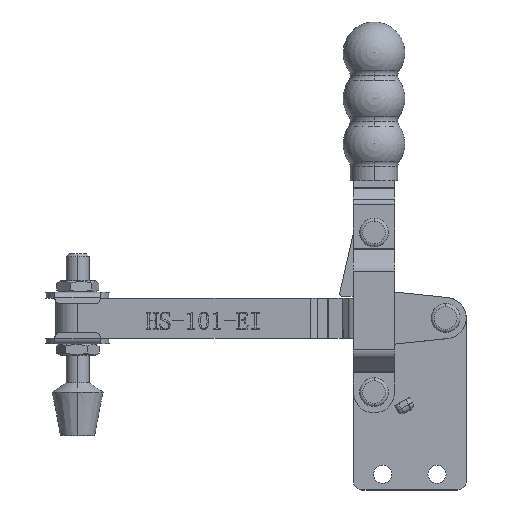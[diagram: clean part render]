
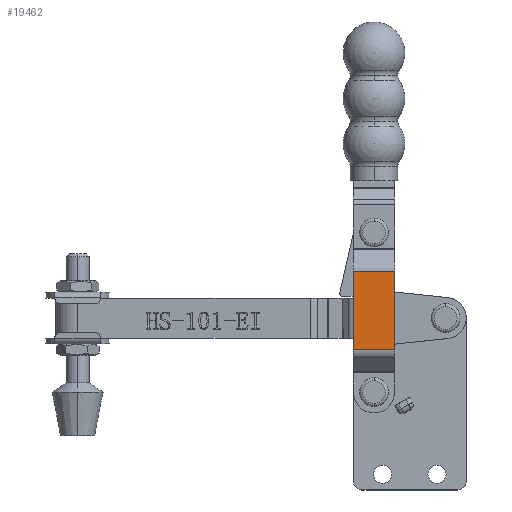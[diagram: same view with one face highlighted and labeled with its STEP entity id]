
A CAD part, top view. The second image highlights one B-rep face of the part: STEP entity #19462.
In plain terms, the highlighted face is planar.
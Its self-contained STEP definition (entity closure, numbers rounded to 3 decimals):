
#4803 = CARTESIAN_POINT ( 'NONE',  ( 9.5, -64.437, 0. ) ) ;
#6321 = EDGE_LOOP ( 'NONE', ( #13533, #13534, #13535, #13536 ) ) ;
#8437 = DIRECTION ( 'NONE',  ( 0., -1., 0. ) ) ;
#8442 = CARTESIAN_POINT ( 'NONE',  ( 9.5, -35.477, 14.4 ) ) ;
#8484 = DIRECTION ( 'NONE',  ( 0., -1., 0. ) ) ;
#8486 = CARTESIAN_POINT ( 'NONE',  ( 9.5, -35.477, 0. ) ) ;
#8517 = CARTESIAN_POINT ( 'NONE',  ( 9.5, -64.437, 14.4 ) ) ;
#8518 = DIRECTION ( 'NONE',  ( 0., 0., -1. ) ) ;
#8519 = CARTESIAN_POINT ( 'NONE',  ( 9.5, -36.963, 14.4 ) ) ;
#8520 = DIRECTION ( 'NONE',  ( 0., 0., -1. ) ) ;
#8637 = CARTESIAN_POINT ( 'NONE',  ( 9.5, -36.963, 0. ) ) ;
#8699 = CARTESIAN_POINT ( 'NONE',  ( 9.5, -36.963, 14.4 ) ) ;
#8702 = CARTESIAN_POINT ( 'NONE',  ( 9.5, -64.437, 14.4 ) ) ;
#9114 = LINE ( 'NONE', #8442, #9117 ) ;
#9117 = VECTOR ( 'NONE', #8437, 1000. ) ;
#9145 = LINE ( 'NONE', #8486, #9149 ) ;
#9149 = VECTOR ( 'NONE', #8484, 1000. ) ;
#9166 = LINE ( 'NONE', #8517, #9169 ) ;
#9168 = LINE ( 'NONE', #8519, #9171 ) ;
#9169 = VECTOR ( 'NONE', #8518, 1000. ) ;
#9171 = VECTOR ( 'NONE', #8520, 1000. ) ;
#13533 = ORIENTED_EDGE ( 'NONE', *, *, #20487, .F. ) ;
#13534 = ORIENTED_EDGE ( 'NONE', *, *, #20500, .F. ) ;
#13535 = ORIENTED_EDGE ( 'NONE', *, *, #20468, .T. ) ;
#13536 = ORIENTED_EDGE ( 'NONE', *, *, #20499, .T. ) ;
#15018 = VERTEX_POINT ( 'NONE', #4803 ) ;
#17219 = AXIS2_PLACEMENT_3D ( 'NONE', #20726, #20731, #20732 ) ;
#18577 = FACE_OUTER_BOUND ( 'NONE', #6321, .T. ) ;
#19462 = ADVANCED_FACE ( 'NONE', ( #18577 ), #20728, .T. ) ;
#20468 = EDGE_CURVE ( 'NONE', #23720, #23726, #9114, .T. ) ;
#20487 = EDGE_CURVE ( 'NONE', #23526, #15018, #9145, .T. ) ;
#20499 = EDGE_CURVE ( 'NONE', #23726, #15018, #9166, .T. ) ;
#20500 = EDGE_CURVE ( 'NONE', #23720, #23526, #9168, .T. ) ;
#20726 = CARTESIAN_POINT ( 'NONE',  ( 9.5, -35.477, 14.4 ) ) ;
#20728 = PLANE ( 'NONE',  #17219 ) ;
#20731 = DIRECTION ( 'NONE',  ( 1., 0., 0. ) ) ;
#20732 = DIRECTION ( 'NONE',  ( 0., 1., 0. ) ) ;
#23526 = VERTEX_POINT ( 'NONE', #8637 ) ;
#23720 = VERTEX_POINT ( 'NONE', #8699 ) ;
#23726 = VERTEX_POINT ( 'NONE', #8702 ) ;
